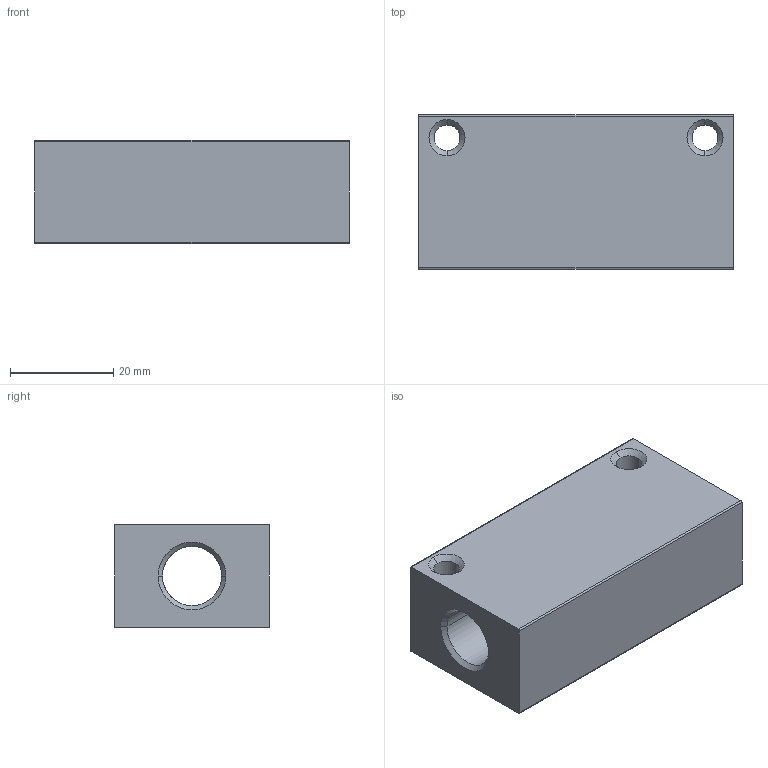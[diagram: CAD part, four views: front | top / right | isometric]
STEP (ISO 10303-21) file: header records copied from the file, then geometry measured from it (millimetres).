
FILE_DESCRIPTION(('STEP AP214'),'1');
FILE_NAME('3311_10_13_02.stp','2016-07-07T14:26:11',('TraceParts'),('TraceParts S.A.'),'Spatial InterOp 3D',' ',' ');
FILE_SCHEMA(('automotive_design'));
Length unit declared in the file: millimetre
Products named in the file (1): Solide1
Bounding box: 61 x 30 x 20 mm (x, y, z)
Volume: 28342.1 mm3; surface area: 10030.1 mm2
Topology: 1 solids, 1 shells, 36 faces, 100 edges, 64 vertices
Faces by surface type: cone 16, cylinder 14, plane 6
Entity records: 1582 total; most frequent: CARTESIAN_POINT 287, DIRECTION 222, ORIENTED_EDGE 200, EDGE_CURVE 100, AXIS2_PLACEMENT_3D 89, VERTEX_POINT 64, CIRCLE 52, EDGE_LOOP 44
